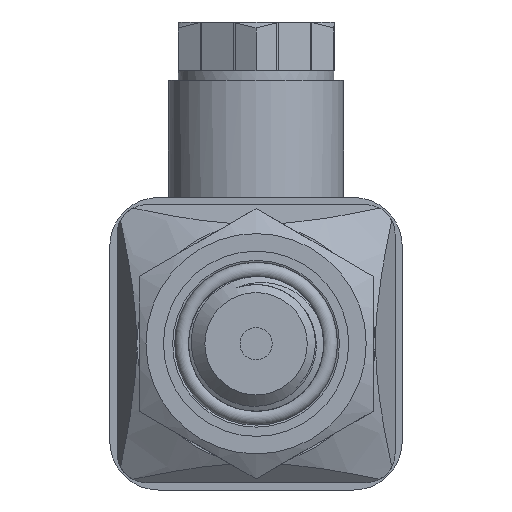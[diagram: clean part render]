
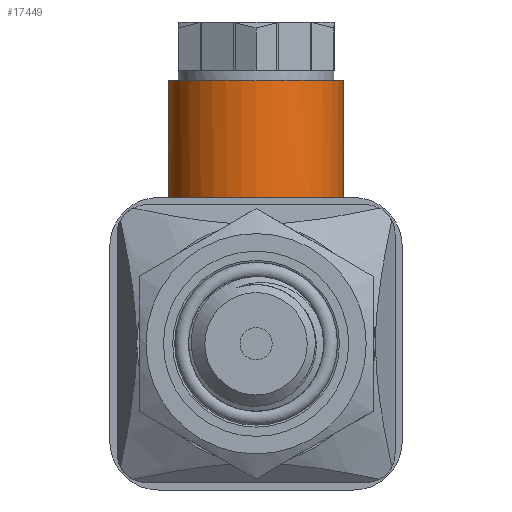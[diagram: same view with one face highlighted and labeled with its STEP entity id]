
A CAD part, left-side view. The second image highlights one B-rep face of the part: STEP entity #17449.
In plain terms, the highlighted cylindrical face has radius 9 mm (diameter 18 mm), a full revolution.
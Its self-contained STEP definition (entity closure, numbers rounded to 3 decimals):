
#1986=FACE_OUTER_BOUND('',#3065,.T.);
#3065=EDGE_LOOP('',(#16207,#16208,#16209,#16210,#16211,#16212,#16213));
#3450=CIRCLE('',#18597,9.);
#3451=CIRCLE('',#18598,9.);
#3476=CIRCLE('',#18679,9.);
#4001=B_SPLINE_CURVE_WITH_KNOTS('',3,(#51651,#51652,#51653,#51654,#51655,
#51656,#51657,#51658,#51659,#51660),.UNSPECIFIED.,.F.,.F.,(4,2,1,1,1,1,
4),(-0.002,0.,0.204,0.408,0.611,
0.815,1.019),.UNSPECIFIED.);
#4002=B_SPLINE_CURVE_WITH_KNOTS('',3,(#51729,#51730,#51731,#51732,#51733,
#51734,#51735,#51736,#51737,#51738,#51739,#51740),.UNSPECIFIED.,.F.,.F.,
(4,1,1,1,1,1,1,2,4),(0.,0.204,0.306,
0.408,0.509,0.611,0.815,
1.019,1.02),.UNSPECIFIED.);
#5535=LINE('',#52068,#7086);
#7086=VECTOR('',#22471,9.);
#8375=VERTEX_POINT('',#49194);
#8636=VERTEX_POINT('',#51649);
#8637=VERTEX_POINT('',#51662);
#8639=VERTEX_POINT('',#51666);
#8730=VERTEX_POINT('',#52066);
#11082=EDGE_CURVE('',#8375,#8636,#4001,.T.);
#11085=EDGE_CURVE('',#8636,#8639,#3450,.T.);
#11086=EDGE_CURVE('',#8639,#8637,#3451,.T.);
#11087=EDGE_CURVE('',#8637,#8375,#4002,.T.);
#11232=EDGE_CURVE('',#8730,#8730,#3476,.T.);
#11233=EDGE_CURVE('',#8730,#8639,#5535,.T.);
#16207=ORIENTED_EDGE('',*,*,#11232,.F.);
#16208=ORIENTED_EDGE('',*,*,#11233,.T.);
#16209=ORIENTED_EDGE('',*,*,#11085,.F.);
#16210=ORIENTED_EDGE('',*,*,#11082,.F.);
#16211=ORIENTED_EDGE('',*,*,#11087,.F.);
#16212=ORIENTED_EDGE('',*,*,#11086,.F.);
#16213=ORIENTED_EDGE('',*,*,#11233,.F.);
#16490=CYLINDRICAL_SURFACE('',#18678,9.);
#17449=ADVANCED_FACE('',(#1986),#16490,.T.);
#18597=AXIS2_PLACEMENT_3D('',#51667,#22198,#22199);
#18598=AXIS2_PLACEMENT_3D('',#51668,#22200,#22201);
#18678=AXIS2_PLACEMENT_3D('',#52065,#22467,#22468);
#18679=AXIS2_PLACEMENT_3D('',#52067,#22469,#22470);
#22198=DIRECTION('center_axis',(0.,0.,-1.));
#22199=DIRECTION('ref_axis',(1.,0.,0.));
#22200=DIRECTION('center_axis',(0.,0.,-1.));
#22201=DIRECTION('ref_axis',(1.,0.,0.));
#22467=DIRECTION('center_axis',(0.,0.,1.));
#22468=DIRECTION('ref_axis',(-1.,0.,0.));
#22469=DIRECTION('center_axis',(0.,0.,1.));
#22470=DIRECTION('ref_axis',(-1.,0.,0.));
#22471=DIRECTION('',(0.,0.,-1.));
#49194=CARTESIAN_POINT('',(-28.,0.,10.5));
#51649=CARTESIAN_POINT('',(-24.4,7.2,14.5));
#51651=CARTESIAN_POINT('Ctrl Pts',(-28.,0.,10.5));
#51652=CARTESIAN_POINT('Ctrl Pts',(-28.,0.004,10.503));
#51653=CARTESIAN_POINT('Ctrl Pts',(-28.,0.008,
10.505));
#51654=CARTESIAN_POINT('Ctrl Pts',(-27.999,0.528,
10.871));
#51655=CARTESIAN_POINT('Ctrl Pts',(-27.909,1.565,11.599));
#51656=CARTESIAN_POINT('Ctrl Pts',(-27.501,3.098,12.639));
#51657=CARTESIAN_POINT('Ctrl Pts',(-26.801,4.592,13.566));
#51658=CARTESIAN_POINT('Ctrl Pts',(-25.787,6.,14.28));
#51659=CARTESIAN_POINT('Ctrl Pts',(-24.889,6.833,14.5));
#51660=CARTESIAN_POINT('Ctrl Pts',(-24.4,7.2,14.5));
#51662=CARTESIAN_POINT('',(-24.4,-7.2,14.5));
#51666=CARTESIAN_POINT('',(-10.,0.,14.5));
#51667=CARTESIAN_POINT('Origin',(-19.,0.,14.5));
#51668=CARTESIAN_POINT('Origin',(-19.,0.,14.5));
#51729=CARTESIAN_POINT('Ctrl Pts',(-24.4,-7.2,14.5));
#51730=CARTESIAN_POINT('Ctrl Pts',(-24.889,-6.833,
14.5));
#51731=CARTESIAN_POINT('Ctrl Pts',(-25.563,-6.207,
14.335));
#51732=CARTESIAN_POINT('Ctrl Pts',(-26.294,-5.296,
13.923));
#51733=CARTESIAN_POINT('Ctrl Pts',(-26.763,-4.579,
13.539));
#51734=CARTESIAN_POINT('Ctrl Pts',(-27.15,-3.846,
13.104));
#51735=CARTESIAN_POINT('Ctrl Pts',(-27.569,-2.842,
12.466));
#51736=CARTESIAN_POINT('Ctrl Pts',(-27.909,-1.565,
11.6));
#51737=CARTESIAN_POINT('Ctrl Pts',(-27.999,-0.528,
10.871));
#51738=CARTESIAN_POINT('Ctrl Pts',(-28.,-0.008,
10.505));
#51739=CARTESIAN_POINT('Ctrl Pts',(-28.,-0.004,10.503));
#51740=CARTESIAN_POINT('Ctrl Pts',(-28.,0.,10.5));
#52065=CARTESIAN_POINT('Origin',(-19.,0.,13.5));
#52066=CARTESIAN_POINT('',(-10.,0.,27.));
#52067=CARTESIAN_POINT('Origin',(-19.,0.,27.));
#52068=CARTESIAN_POINT('',(-10.,0.,13.5));
